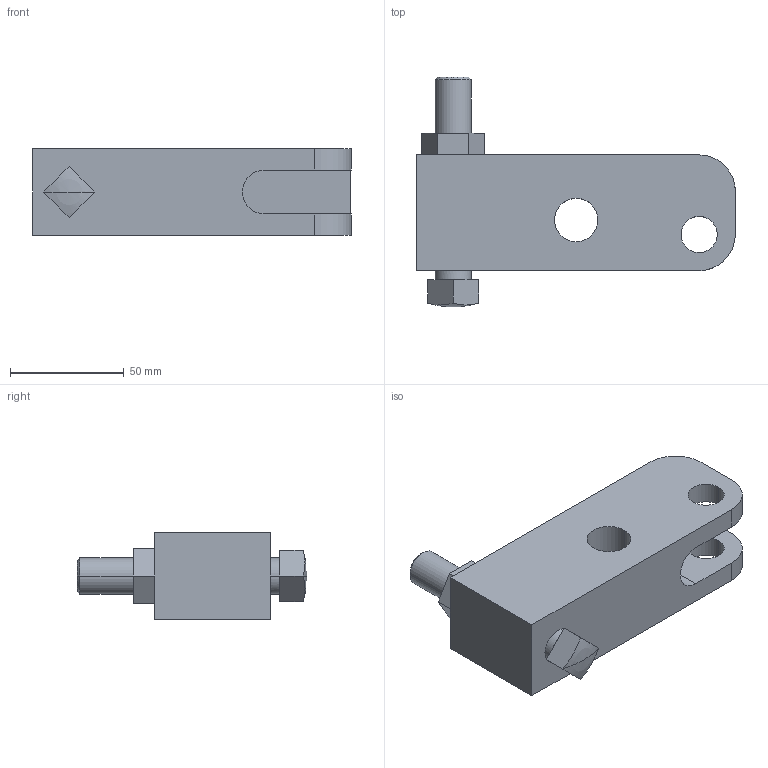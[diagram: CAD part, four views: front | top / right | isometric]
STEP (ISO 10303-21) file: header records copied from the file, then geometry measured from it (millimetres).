
FILE_DESCRIPTION((''),'2;1');
FILE_NAME('91601601','2004-10-13T',('KR'),(''),'PRO/ENGINEER BY PARAMETRIC TECHNOLOGY CORPORATION, 2004290','PRO/ENGINEER BY PARAMETRIC TECHNOLOGY CORPORATION, 2004290','');
FILE_SCHEMA(('CONFIG_CONTROL_DESIGN'));
Length unit declared in the file: inch
Products named in the file (1): 91601601
Bounding box: 139.83 x 100.81 x 38.1 mm (x, y, z)
Volume: 232272.6 mm3; surface area: 38712.7 mm2
Topology: 1 solids, 2 shells, 47 faces, 122 edges, 76 vertices
Faces by surface type: plane 25, cylinder 16, cone 4, sphere 2
Entity records: 1472 total; most frequent: DIRECTION 260, CARTESIAN_POINT 242, ORIENTED_EDGE 232, EDGE_CURVE 118, AXIS2_PLACEMENT_3D 94, VERTEX_POINT 76, VECTOR 72, LINE 72
